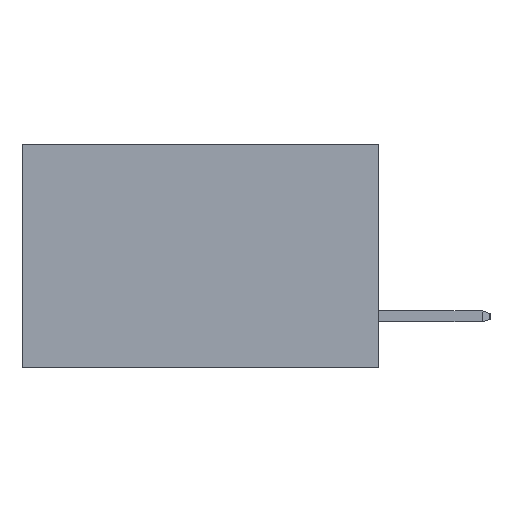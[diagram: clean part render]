
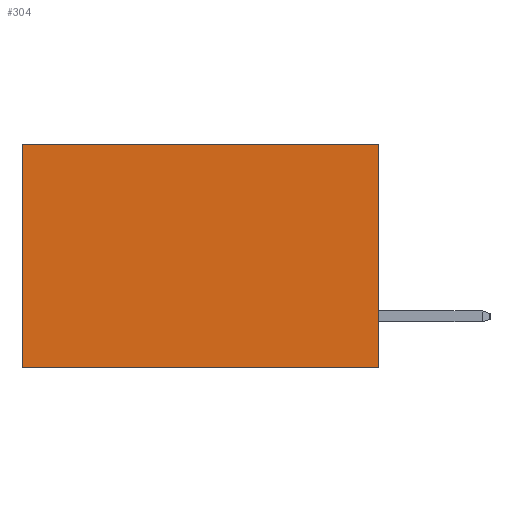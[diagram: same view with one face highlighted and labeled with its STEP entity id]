
A CAD part, left-side view. The second image highlights one B-rep face of the part: STEP entity #304.
In plain terms, the highlighted planar face has unit normal (-1, 0, 0).
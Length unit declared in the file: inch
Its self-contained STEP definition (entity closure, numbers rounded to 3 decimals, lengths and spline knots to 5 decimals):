
#304 = ADVANCED_FACE ( 'NONE', ( #6844 ), #8408, .F. ) ;
#713 = LINE ( 'NONE', #12684, #11407 ) ;
#842 = EDGE_LOOP ( 'NONE', ( #9624, #1647, #7245, #9930 ) ) ;
#1363 = VERTEX_POINT ( 'NONE', #4620 ) ;
#1372 = VERTEX_POINT ( 'NONE', #2830 ) ;
#1647 = ORIENTED_EDGE ( 'NONE', *, *, #9022, .F. ) ;
#2830 = CARTESIAN_POINT ( 'NONE',  ( 0.277, 0., -0.37 ) ) ;
#4063 = CARTESIAN_POINT ( 'NONE',  ( 0.277, 0.59, -0.37 ) ) ;
#4620 = CARTESIAN_POINT ( 'NONE',  ( 0.277, 0., 0. ) ) ;
#4754 = LINE ( 'NONE', #5899, #9896 ) ;
#4801 = VERTEX_POINT ( 'NONE', #8671 ) ;
#5094 = EDGE_CURVE ( 'NONE', #1363, #1372, #713, .T. ) ;
#5577 = LINE ( 'NONE', #6982, #12848 ) ;
#5669 = AXIS2_PLACEMENT_3D ( 'NONE', #8336, #9235, #9024 ) ;
#5899 = CARTESIAN_POINT ( 'NONE',  ( 0.277, 0., -0.37 ) ) ;
#5910 = EDGE_CURVE ( 'NONE', #1363, #4801, #5577, .T. ) ;
#6775 = DIRECTION ( 'NONE',  ( 0., 1., 0. ) ) ;
#6844 = FACE_OUTER_BOUND ( 'NONE', #842, .T. ) ;
#6982 = CARTESIAN_POINT ( 'NONE',  ( 0.277, 0., 0. ) ) ;
#7245 = ORIENTED_EDGE ( 'NONE', *, *, #5094, .F. ) ;
#7472 = EDGE_CURVE ( 'NONE', #4801, #11122, #10315, .T. ) ;
#8336 = CARTESIAN_POINT ( 'NONE',  ( 0.277, 0., -0.37 ) ) ;
#8408 = PLANE ( 'NONE',  #5669 ) ;
#8671 = CARTESIAN_POINT ( 'NONE',  ( 0.277, 0.59, 0. ) ) ;
#9022 = EDGE_CURVE ( 'NONE', #1372, #11122, #4754, .T. ) ;
#9024 = DIRECTION ( 'NONE',  ( 0., 0., -1. ) ) ;
#9235 = DIRECTION ( 'NONE',  ( 1., 0., 0. ) ) ;
#9542 = DIRECTION ( 'NONE',  ( 0., 0., -1. ) ) ;
#9624 = ORIENTED_EDGE ( 'NONE', *, *, #7472, .T. ) ;
#9654 = CARTESIAN_POINT ( 'NONE',  ( 0.277, 0.59, -0.37 ) ) ;
#9715 = VECTOR ( 'NONE', #9542, 39.37008 ) ;
#9896 = VECTOR ( 'NONE', #9961, 39.37008 ) ;
#9930 = ORIENTED_EDGE ( 'NONE', *, *, #5910, .T. ) ;
#9961 = DIRECTION ( 'NONE',  ( 0., 1., 0. ) ) ;
#10315 = LINE ( 'NONE', #9654, #9715 ) ;
#10450 = DIRECTION ( 'NONE',  ( 0., 0., -1. ) ) ;
#11122 = VERTEX_POINT ( 'NONE', #4063 ) ;
#11407 = VECTOR ( 'NONE', #10450, 39.37008 ) ;
#12684 = CARTESIAN_POINT ( 'NONE',  ( 0.277, 0., -0.37 ) ) ;
#12848 = VECTOR ( 'NONE', #6775, 39.37008 ) ;
